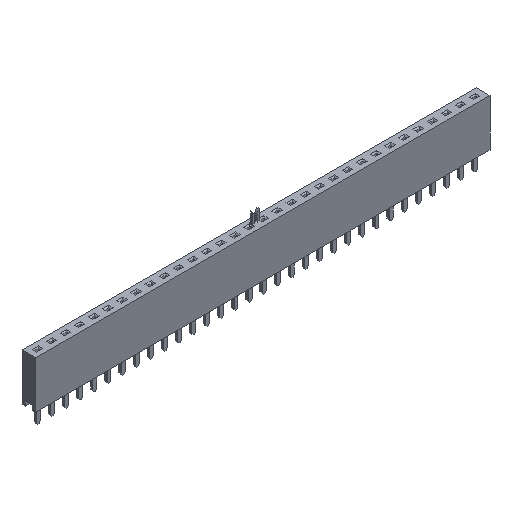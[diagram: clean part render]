
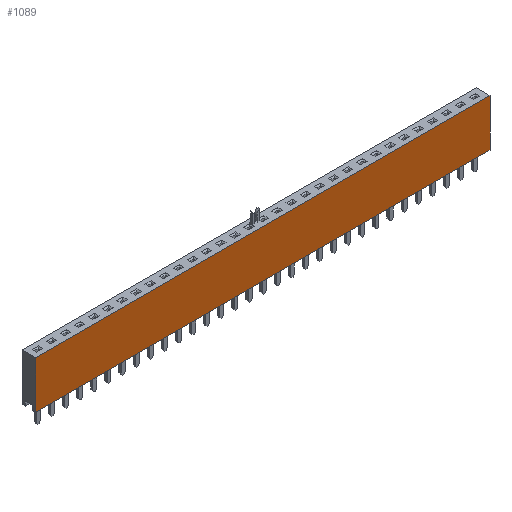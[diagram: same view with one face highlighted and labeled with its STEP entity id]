
A CAD part, isometric view. The second image highlights one B-rep face of the part: STEP entity #1089.
In plain terms, the highlighted planar face has unit normal (0, -1, 0).
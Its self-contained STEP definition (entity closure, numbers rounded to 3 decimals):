
#1089 = ADVANCED_FACE( '', ( #2364 ), #2365, .T. );
#2364 = FACE_OUTER_BOUND( '', #3763, .T. );
#2365 = PLANE( '', #3764 );
#3763 = EDGE_LOOP( '', ( #7212, #7213, #7214, #7215 ) );
#3764 = AXIS2_PLACEMENT_3D( '', #7216, #7217, #7218 );
#7212 = ORIENTED_EDGE( '', *, *, #9191, .T. );
#7213 = ORIENTED_EDGE( '', *, *, #9477, .T. );
#7214 = ORIENTED_EDGE( '', *, *, #9442, .T. );
#7215 = ORIENTED_EDGE( '', *, *, #8859, .T. );
#7216 = CARTESIAN_POINT( '', ( 0., -1.25, 0. ) );
#7217 = DIRECTION( '', ( 0., -1., 0. ) );
#7218 = DIRECTION( '', ( 0., 0., -1. ) );
#8859 = EDGE_CURVE( '', #10920, #10918, #10921, .T. );
#9191 = EDGE_CURVE( '', #10918, #11392, #11394, .T. );
#9442 = EDGE_CURVE( '', #11676, #10920, #11677, .T. );
#9477 = EDGE_CURVE( '', #11392, #11676, #11713, .T. );
#10918 = VERTEX_POINT( '', #13797 );
#10920 = VERTEX_POINT( '', #13800 );
#10921 = LINE( '', #13801, #13802 );
#11392 = VERTEX_POINT( '', #14537 );
#11394 = LINE( '', #14540, #14541 );
#11676 = VERTEX_POINT( '', #14982 );
#11677 = LINE( '', #14983, #14984 );
#11713 = LINE( '', #15038, #15039 );
#13797 = CARTESIAN_POINT( '', ( 40.89, -1.25, 4.25 ) );
#13800 = CARTESIAN_POINT( '', ( 40.89, -1.25, -4.25 ) );
#13801 = CARTESIAN_POINT( '', ( 40.89, -1.25, -4.25 ) );
#13802 = VECTOR( '', #15868, 1000. );
#14537 = CARTESIAN_POINT( '', ( -40.89, -1.25, 4.25 ) );
#14540 = CARTESIAN_POINT( '', ( 40.89, -1.25, 4.25 ) );
#14541 = VECTOR( '', #16134, 1000. );
#14982 = CARTESIAN_POINT( '', ( -40.89, -1.25, -4.25 ) );
#14983 = CARTESIAN_POINT( '', ( -40.89, -1.25, -4.25 ) );
#14984 = VECTOR( '', #16284, 1000. );
#15038 = CARTESIAN_POINT( '', ( -40.89, -1.25, 4.25 ) );
#15039 = VECTOR( '', #16303, 1000. );
#15868 = DIRECTION( '', ( 0., 0., 1. ) );
#16134 = DIRECTION( '', ( -1., 0., 0. ) );
#16284 = DIRECTION( '', ( 1., 0., 0. ) );
#16303 = DIRECTION( '', ( 0., 0., -1. ) );
